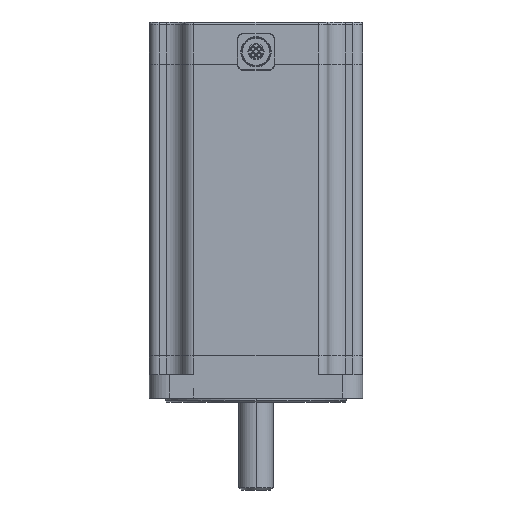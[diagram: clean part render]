
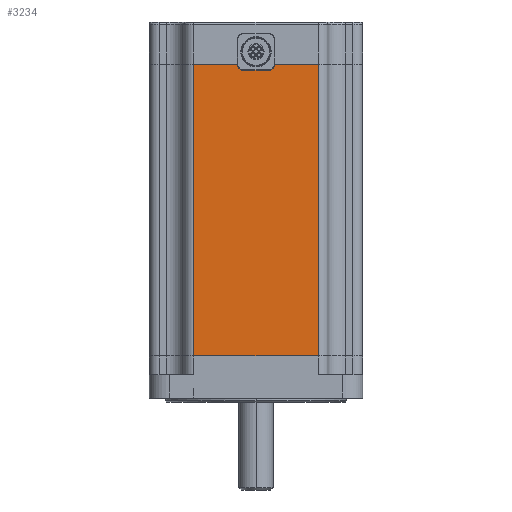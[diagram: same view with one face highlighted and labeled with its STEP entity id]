
A CAD part, left-side view. The second image highlights one B-rep face of the part: STEP entity #3234.
In plain terms, the highlighted planar face has unit normal (-1, 0, 0).
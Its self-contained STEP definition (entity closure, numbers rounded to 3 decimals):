
#193 = VECTOR ( 'NONE', #1172, 1000. ) ;
#258 = AXIS2_PLACEMENT_3D ( 'NONE', #12516, #9154, #4061 ) ;
#1144 = VERTEX_POINT ( 'NONE', #19678 ) ;
#1172 = DIRECTION ( 'NONE',  ( 0., 1., 0. ) ) ;
#1882 = ORIENTED_EDGE ( 'NONE', *, *, #6259, .F. ) ;
#2357 = ORIENTED_EDGE ( 'NONE', *, *, #14518, .F. ) ;
#3234 = ADVANCED_FACE ( 'NONE', ( #18452 ), #11143, .F. ) ;
#4061 = DIRECTION ( 'NONE',  ( 0., 1., 0. ) ) ;
#4435 = CARTESIAN_POINT ( 'NONE',  ( -43., 25., 151.5 ) ) ;
#6158 = VERTEX_POINT ( 'NONE', #16073 ) ;
#6259 = EDGE_CURVE ( 'NONE', #6158, #20791, #7780, .T. ) ;
#6703 = LINE ( 'NONE', #4435, #14054 ) ;
#7780 = LINE ( 'NONE', #16294, #18644 ) ;
#8357 = CARTESIAN_POINT ( 'NONE',  ( -43., -43., 17.005 ) ) ;
#8780 = CARTESIAN_POINT ( 'NONE',  ( -43., -25., 151.5 ) ) ;
#8980 = ORIENTED_EDGE ( 'NONE', *, *, #13440, .T. ) ;
#9154 = DIRECTION ( 'NONE',  ( 1., 0., 0. ) ) ;
#11143 = PLANE ( 'NONE',  #258 ) ;
#11203 = VECTOR ( 'NONE', #13960, 1000. ) ;
#11241 = EDGE_CURVE ( 'NONE', #6158, #11535, #6703, .T. ) ;
#11535 = VERTEX_POINT ( 'NONE', #14988 ) ;
#11714 = LINE ( 'NONE', #8357, #193 ) ;
#12516 = CARTESIAN_POINT ( 'NONE',  ( -43., -43., 151.5 ) ) ;
#13440 = EDGE_CURVE ( 'NONE', #1144, #20791, #21732, .T. ) ;
#13960 = DIRECTION ( 'NONE',  ( 0., 0., 1. ) ) ;
#14054 = VECTOR ( 'NONE', #18051, 1000. ) ;
#14518 = EDGE_CURVE ( 'NONE', #1144, #11535, #11714, .T. ) ;
#14825 = DIRECTION ( 'NONE',  ( 0., -1., 0. ) ) ;
#14988 = CARTESIAN_POINT ( 'NONE',  ( -43., 25., 17.005 ) ) ;
#16073 = CARTESIAN_POINT ( 'NONE',  ( -43., 25., 134.49 ) ) ;
#16294 = CARTESIAN_POINT ( 'NONE',  ( -43., 0., 134.49 ) ) ;
#16806 = CARTESIAN_POINT ( 'NONE',  ( -43., -25., 134.49 ) ) ;
#18051 = DIRECTION ( 'NONE',  ( 0., 0., -1. ) ) ;
#18377 = ORIENTED_EDGE ( 'NONE', *, *, #11241, .T. ) ;
#18452 = FACE_OUTER_BOUND ( 'NONE', #20563, .T. ) ;
#18644 = VECTOR ( 'NONE', #14825, 1000. ) ;
#19678 = CARTESIAN_POINT ( 'NONE',  ( -43., -25., 17.005 ) ) ;
#20563 = EDGE_LOOP ( 'NONE', ( #2357, #8980, #1882, #18377 ) ) ;
#20791 = VERTEX_POINT ( 'NONE', #16806 ) ;
#21732 = LINE ( 'NONE', #8780, #11203 ) ;
